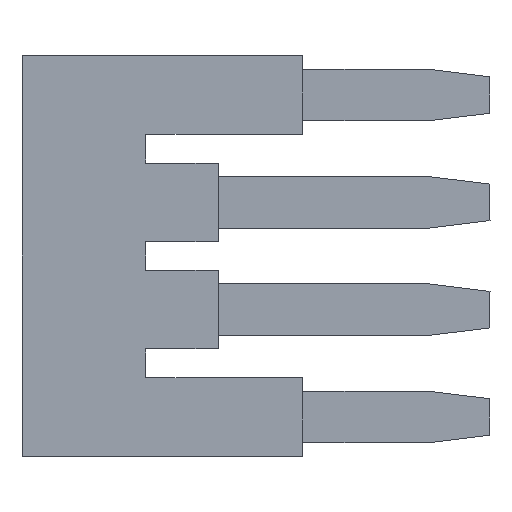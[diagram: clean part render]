
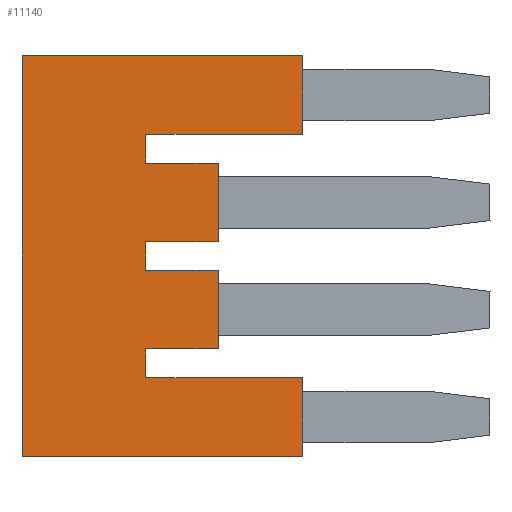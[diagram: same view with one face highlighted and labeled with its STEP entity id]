
A CAD part, left-side view. The second image highlights one B-rep face of the part: STEP entity #11140.
In plain terms, the highlighted planar face has unit normal (-1, 0, 0).
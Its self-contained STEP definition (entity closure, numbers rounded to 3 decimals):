
#200=CARTESIAN_POINT('',(2.607,-18.675,
44.16));
#210=VERTEX_POINT('',#200);
#240=CARTESIAN_POINT('',(2.607,-18.675,
97.32));
#250=DIRECTION('',(0.,0.,1.));
#260=VECTOR('',#250,1.);
#270=LINE('',#240,#260);
#280=CARTESIAN_POINT('',(2.607,-18.675,
47.96));
#290=VERTEX_POINT('',#280);
#300=EDGE_CURVE('',#210,#290,#270,.T.);
#1560=CARTESIAN_POINT('',(2.607,-15.175,
47.96));
#1570=VERTEX_POINT('',#1560);
#1600=CARTESIAN_POINT('',(2.607,-15.175,
50.245));
#1610=DIRECTION('',(0.,0.,-1.));
#1620=VECTOR('',#1610,1.);
#1630=LINE('',#1600,#1620);
#1640=CARTESIAN_POINT('',(2.607,-15.175,
49.36));
#1650=VERTEX_POINT('',#1640);
#1660=EDGE_CURVE('',#1650,#1570,#1630,.T.);
#2110=CARTESIAN_POINT('',(2.607,-22.775,
38.96));
#2120=VERTEX_POINT('',#2110);
#2150=CARTESIAN_POINT('',(2.607,-22.775,
97.32));
#2160=DIRECTION('',(0.,0.,1.));
#2170=VECTOR('',#2160,1.);
#2180=LINE('',#2150,#2170);
#2190=CARTESIAN_POINT('',(2.607,-22.775,
42.76));
#2200=VERTEX_POINT('',#2190);
#2210=EDGE_CURVE('',#2120,#2200,#2180,.T.);
#4220=CARTESIAN_POINT('',(2.607,-15.175,
44.16));
#4230=VERTEX_POINT('',#4220);
#4260=CARTESIAN_POINT('',(2.607,0.,44.16));
#4270=DIRECTION('',(0.,-1.,0.));
#4280=VECTOR('',#4270,1.);
#4290=LINE('',#4260,#4280);
#4300=EDGE_CURVE('',#4230,#210,#4290,.T.);
#4980=CARTESIAN_POINT('',(2.607,-9.175,
38.96));
#4990=VERTEX_POINT('',#4980);
#5020=CARTESIAN_POINT('',(2.607,-12.305,38.96))
;
#5030=DIRECTION('',(0.,1.,-0.));
#5040=VECTOR('',#5030,1.);
#5050=LINE('',#5020,#5040);
#5060=EDGE_CURVE('',#2120,#4990,#5050,.T.);
#5240=CARTESIAN_POINT('',(2.607,-12.305,42.76))
;
#5250=DIRECTION('',(0.,-1.,0.));
#5260=VECTOR('',#5250,1.);
#5270=LINE('',#5240,#5260);
#5280=CARTESIAN_POINT('',(2.607,-15.175,
42.76));
#5290=VERTEX_POINT('',#5280);
#5300=EDGE_CURVE('',#5290,#2200,#5270,.T.);
#5620=CARTESIAN_POINT('',(2.607,-12.305,47.96))
;
#5630=DIRECTION('',(0.,-1.,0.));
#5640=VECTOR('',#5630,1.);
#5650=LINE('',#5620,#5640);
#5660=EDGE_CURVE('',#1570,#290,#5650,.T.);
#6340=CARTESIAN_POINT('',(2.607,-15.175,
50.245));
#6350=DIRECTION('',(0.,0.,-1.));
#6360=VECTOR('',#6350,1.);
#6370=LINE('',#6340,#6360);
#6380=EDGE_CURVE('',#4230,#5290,#6370,.T.);
#7150=CARTESIAN_POINT('',(2.607,-22.775,
54.56));
#7160=VERTEX_POINT('',#7150);
#7310=CARTESIAN_POINT('',(2.607,-15.175,
54.56));
#7320=VERTEX_POINT('',#7310);
#7350=CARTESIAN_POINT('',(2.607,-12.305,54.56))
;
#7360=DIRECTION('',(0.,-1.,0.));
#7370=VECTOR('',#7360,1.);
#7380=LINE('',#7350,#7370);
#7390=EDGE_CURVE('',#7320,#7160,#7380,.T.);
#10460=CARTESIAN_POINT('',(2.607,-10.116,
44.426));
#10470=DIRECTION('',(1.,0.,0.));
#10480=DIRECTION('',(0.,-1.,0.));
#10490=AXIS2_PLACEMENT_3D('',#10460,#10470,#10480);
#10500=PLANE('',#10490);
#10510=ORIENTED_EDGE('',*,*,#1660,.F.);
#10520=ORIENTED_EDGE('',*,*,#5660,.F.);
#10530=ORIENTED_EDGE('',*,*,#300,.T.);
#10540=ORIENTED_EDGE('',*,*,#4300,.T.);
#10550=ORIENTED_EDGE('',*,*,#6380,.F.);
#10560=ORIENTED_EDGE('',*,*,#5300,.F.);
#10570=ORIENTED_EDGE('',*,*,#2210,.T.);
#10580=ORIENTED_EDGE('',*,*,#5060,.F.);
#10590=CARTESIAN_POINT('',(2.607,-9.175,0.));
#10600=DIRECTION('',(0.,0.,1.));
#10610=VECTOR('',#10600,1.);
#10620=LINE('',#10590,#10610);
#10630=CARTESIAN_POINT('',(2.607,-9.175,
58.36));
#10640=VERTEX_POINT('',#10630);
#10650=EDGE_CURVE('',#4990,#10640,#10620,.T.);
#10660=ORIENTED_EDGE('',*,*,#10650,.F.);
#10670=CARTESIAN_POINT('',(2.607,-12.305,58.36)
);
#10680=DIRECTION('',(0.,1.,-0.));
#10690=VECTOR('',#10680,1.);
#10700=LINE('',#10670,#10690);
#10710=CARTESIAN_POINT('',(2.607,-22.775,
58.36));
#10720=VERTEX_POINT('',#10710);
#10730=EDGE_CURVE('',#10720,#10640,#10700,.T.);
#10740=ORIENTED_EDGE('',*,*,#10730,.T.);
#10750=CARTESIAN_POINT('',(2.607,-22.775,0.));
#10760=DIRECTION('',(0.,0.,-1.));
#10770=VECTOR('',#10760,1.);
#10780=LINE('',#10750,#10770);
#10790=EDGE_CURVE('',#10720,#7160,#10780,.T.);
#10800=ORIENTED_EDGE('',*,*,#10790,.F.);
#10810=ORIENTED_EDGE('',*,*,#7390,.T.);
#10820=CARTESIAN_POINT('',(2.607,-15.175,47.075)
);
#10830=DIRECTION('',(0.,0.,1.));
#10840=VECTOR('',#10830,1.);
#10850=LINE('',#10820,#10840);
#10860=CARTESIAN_POINT('',(2.607,-15.175,
53.16));
#10870=VERTEX_POINT('',#10860);
#10880=EDGE_CURVE('',#10870,#7320,#10850,.T.);
#10890=ORIENTED_EDGE('',*,*,#10880,.T.);
#10900=CARTESIAN_POINT('',(2.607,0.,53.16));
#10910=DIRECTION('',(0.,-1.,0.));
#10920=VECTOR('',#10910,1.);
#10930=LINE('',#10900,#10920);
#10940=CARTESIAN_POINT('',(2.607,-18.675,
53.16));
#10950=VERTEX_POINT('',#10940);
#10960=EDGE_CURVE('',#10870,#10950,#10930,.T.);
#10970=ORIENTED_EDGE('',*,*,#10960,.F.);
#10980=CARTESIAN_POINT('',(2.607,-18.675,0.));
#10990=DIRECTION('',(0.,0.,-1.));
#11000=VECTOR('',#10990,1.);
#11010=LINE('',#10980,#11000);
#11020=CARTESIAN_POINT('',(2.607,-18.675,
49.36));
#11030=VERTEX_POINT('',#11020);
#11040=EDGE_CURVE('',#10950,#11030,#11010,.T.);
#11050=ORIENTED_EDGE('',*,*,#11040,.F.);
#11060=CARTESIAN_POINT('',(2.607,-12.305,49.36)
);
#11070=DIRECTION('',(0.,-1.,0.));
#11080=VECTOR('',#11070,1.);
#11090=LINE('',#11060,#11080);
#11100=EDGE_CURVE('',#1650,#11030,#11090,.T.);
#11110=ORIENTED_EDGE('',*,*,#11100,.T.);
#11120=EDGE_LOOP('',(#11110,#11050,#10970,#10890,#10810,#10800,#10740,
#10660,#10580,#10570,#10560,#10550,#10540,#10530,#10520,#10510));
#11130=FACE_OUTER_BOUND('',#11120,.T.);
#11140=ADVANCED_FACE('',(#11130),#10500,.F.);
